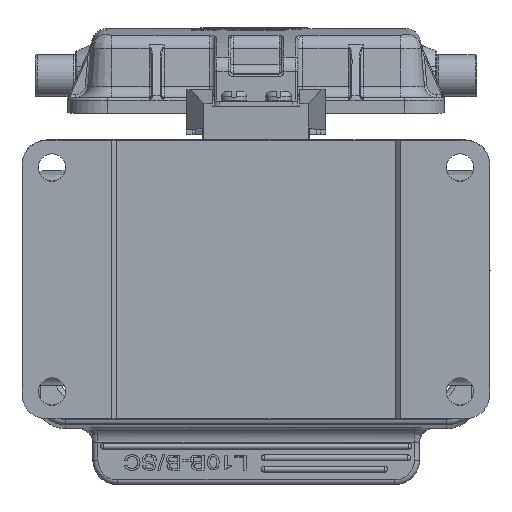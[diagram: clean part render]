
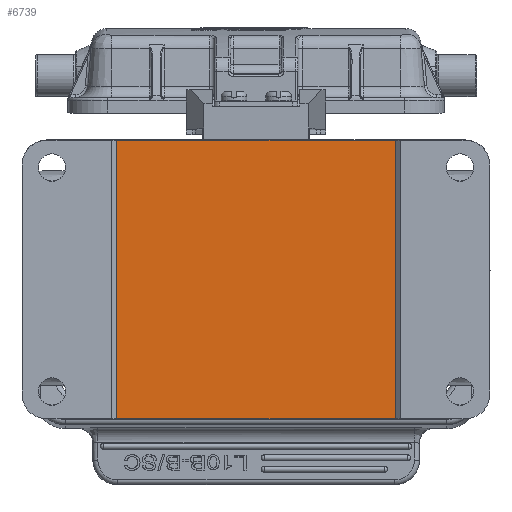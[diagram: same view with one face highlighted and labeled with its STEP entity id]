
A CAD part, front view. The second image highlights one B-rep face of the part: STEP entity #6739.
In plain terms, the highlighted planar face has unit normal (0, -1, -0.009).
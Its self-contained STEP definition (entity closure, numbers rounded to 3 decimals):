
#6739=ADVANCED_FACE('',(#9734),#8419,.F.);
#8419=PLANE('',#40653);
#9734=FACE_OUTER_BOUND('',#11921,.T.);
#11921=EDGE_LOOP('',(#17468,#17469,#17470,#17471));
#17468=ORIENTED_EDGE('',*,*,#31228,.F.);
#17469=ORIENTED_EDGE('',*,*,#31229,.F.);
#17470=ORIENTED_EDGE('',*,*,#31230,.T.);
#17471=ORIENTED_EDGE('',*,*,#31231,.F.);
#26650=VERTEX_POINT('',#62957);
#26651=VERTEX_POINT('',#62958);
#26652=VERTEX_POINT('',#62960);
#26653=VERTEX_POINT('',#62962);
#31228=EDGE_CURVE('',#26650,#26651,#35799,.T.);
#31229=EDGE_CURVE('',#26652,#26650,#35800,.T.);
#31230=EDGE_CURVE('',#26652,#26653,#35801,.T.);
#31231=EDGE_CURVE('',#26651,#26653,#35802,.T.);
#35799=LINE('',#62956,#37969);
#35800=LINE('',#62959,#37970);
#35801=LINE('',#62961,#37971);
#35802=LINE('',#62963,#37972);
#37969=VECTOR('',#46047,1.);
#37970=VECTOR('',#46048,1.);
#37971=VECTOR('',#46049,1.);
#37972=VECTOR('',#46050,1.);
#40653=AXIS2_PLACEMENT_3D('',#62964,#46051,#46052);
#46047=DIRECTION('',(0.,0.009,-1.));
#46048=DIRECTION('',(1.,0.,0.));
#46049=DIRECTION('',(0.,0.009,-1.));
#46050=DIRECTION('',(-1.,0.,0.));
#46051=DIRECTION('',(0.,1.,0.009));
#46052=DIRECTION('',(0.,-0.009,1.));
#62956=CARTESIAN_POINT('',(74.986,-22.285,5.854));
#62957=CARTESIAN_POINT('',(74.986,-22.285,5.854));
#62958=CARTESIAN_POINT('',(74.986,-21.796,-50.144));
#62959=CARTESIAN_POINT('',(18.986,-22.267,5.854));
#62960=CARTESIAN_POINT('',(18.986,-22.267,5.854));
#62961=CARTESIAN_POINT('',(18.986,-22.267,5.854));
#62962=CARTESIAN_POINT('',(18.986,-21.779,-50.144));
#62963=CARTESIAN_POINT('',(74.986,-21.796,-50.144));
#62964=CARTESIAN_POINT('',(46.986,-22.032,-22.145));
